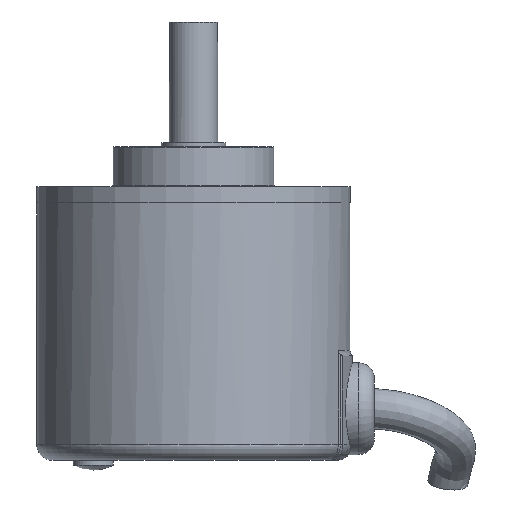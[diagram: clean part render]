
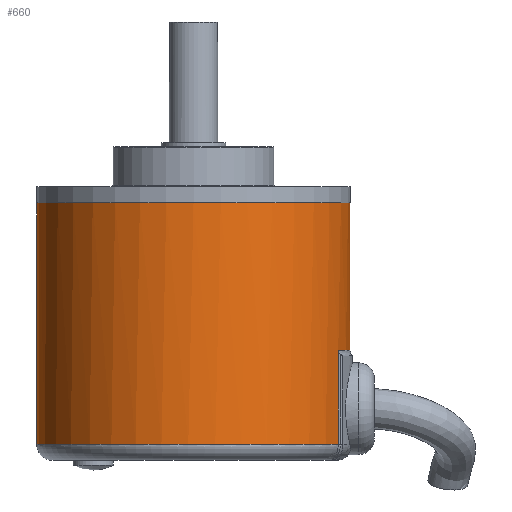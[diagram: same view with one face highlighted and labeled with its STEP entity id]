
A CAD part, left-side view. The second image highlights one B-rep face of the part: STEP entity #660.
In plain terms, the highlighted cylindrical face has radius 19.5 mm (diameter 39 mm), a full revolution.
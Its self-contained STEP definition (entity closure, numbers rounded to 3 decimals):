
#559=FACE_BOUND('',#794,.T.);
#560=FACE_BOUND('',#795,.T.);
#660=ADVANCED_FACE('',(#559,#560),#730,.T.);
#730=CYLINDRICAL_SURFACE('',#1512,19.5);
#794=EDGE_LOOP('',(#986));
#795=EDGE_LOOP('',(#987,#988,#989,#990));
#926=LINE('',#1969,#948);
#927=LINE('',#1973,#949);
#948=VECTOR('',#1644,1.);
#949=VECTOR('',#1647,1.);
#986=ORIENTED_EDGE('',*,*,#1274,.T.);
#987=ORIENTED_EDGE('',*,*,#1275,.T.);
#988=ORIENTED_EDGE('',*,*,#1276,.T.);
#989=ORIENTED_EDGE('',*,*,#1277,.T.);
#990=ORIENTED_EDGE('',*,*,#1278,.T.);
#1190=VERTEX_POINT('',#1965);
#1191=VERTEX_POINT('',#1967);
#1192=VERTEX_POINT('',#1968);
#1193=VERTEX_POINT('',#1970);
#1194=VERTEX_POINT('',#1972);
#1274=EDGE_CURVE('',#1190,#1190,#1367,.T.);
#1275=EDGE_CURVE('',#1191,#1192,#1368,.T.);
#1276=EDGE_CURVE('',#1192,#1193,#926,.T.);
#1277=EDGE_CURVE('',#1193,#1194,#1369,.T.);
#1278=EDGE_CURVE('',#1194,#1191,#927,.T.);
#1367=CIRCLE('',#1509,19.5);
#1368=CIRCLE('',#1510,19.5);
#1369=CIRCLE('',#1511,19.5);
#1509=AXIS2_PLACEMENT_3D('',#1964,#1640,#1641);
#1510=AXIS2_PLACEMENT_3D('',#1966,#1642,#1643);
#1511=AXIS2_PLACEMENT_3D('',#1971,#1645,#1646);
#1512=AXIS2_PLACEMENT_3D('',#1974,#1648,#1649);
#1640=DIRECTION('',(0.,0.,-1.));
#1641=DIRECTION('',(1.,0.,0.));
#1642=DIRECTION('',(0.,0.,1.));
#1643=DIRECTION('',(-1.,0.,0.));
#1644=DIRECTION('',(0.,0.,-1.));
#1645=DIRECTION('',(0.,0.,1.));
#1646=DIRECTION('',(-1.,0.,0.));
#1647=DIRECTION('',(0.,0.,1.));
#1648=DIRECTION('',(0.,0.,-1.));
#1649=DIRECTION('',(1.,0.,0.));
#1964=CARTESIAN_POINT('',(0.,0.,32.));
#1965=CARTESIAN_POINT('',(19.5,0.,32.));
#1966=CARTESIAN_POINT('',(0.,0.,13.661));
#1967=CARTESIAN_POINT('',(-7.507,-17.997,13.661));
#1968=CARTESIAN_POINT('',(7.507,-17.997,13.661));
#1969=CARTESIAN_POINT('',(7.507,-17.997,32.));
#1970=CARTESIAN_POINT('',(7.507,-17.997,2.));
#1971=CARTESIAN_POINT('',(0.,0.,2.));
#1972=CARTESIAN_POINT('',(-7.507,-17.997,2.));
#1973=CARTESIAN_POINT('',(-7.507,-17.997,32.));
#1974=CARTESIAN_POINT('',(0.,0.,32.));
